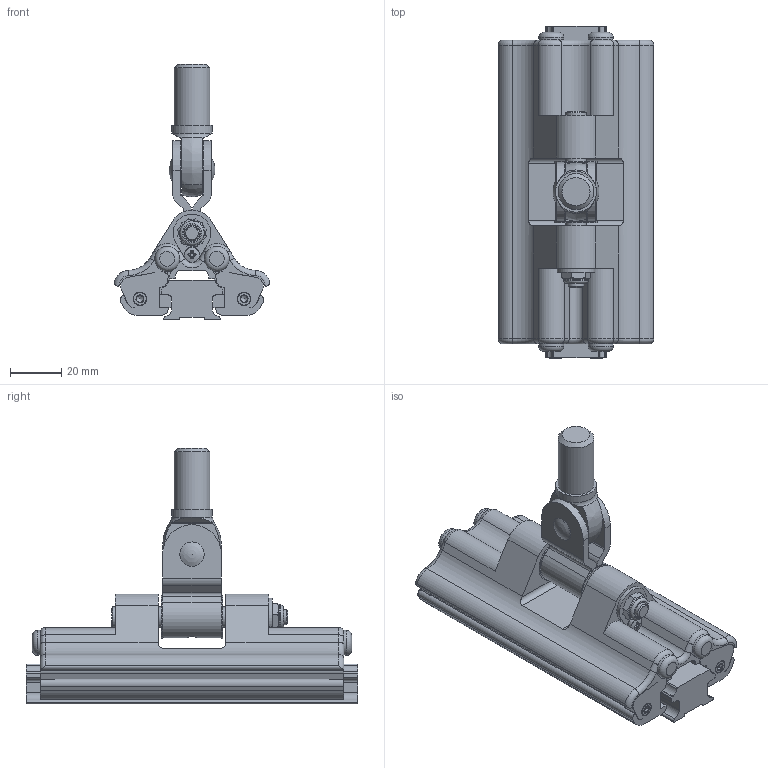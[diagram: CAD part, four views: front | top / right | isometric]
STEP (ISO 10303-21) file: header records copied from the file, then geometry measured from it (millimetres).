
FILE_DESCRIPTION(/* description */ (''),/* implementation_level */ '2;1');
FILE_NAME(/* name */ 'FB24.120J-14.stp',/* time_stamp */ '2021-04-06T14:09:47+02:00',/* author */ ('lucade'),/* organization */ (''),/* preprocessor_version */ 'ST-DEVELOPER v18.1',/* originating_system */ 'Autodesk Inventor 2021',/* authorisation */ '');
FILE_SCHEMA (('AUTOMOTIVE_DESIGN { 1 0 10303 214 3 1 1 }'));
Length unit declared in the file: millimetre
Products named in the file (1): 20020411
Bounding box: 60.89 x 130 x 100.17 mm (x, y, z)
Volume: 172033.2 mm3; surface area: 54098.7 mm2
Topology: 3 solids, 18 shells, 765 faces, 2024 edges, 1306 vertices
Faces by surface type: plane 292, cylinder 254, torus 115, cone 65, bspline 27, sphere 12
Full cylindrical faces by diameter (mm): 2.5 x4, 2.8 x3, 2.85 x1, 2.9 x4, 3 x5, 3.2 x1, 5 x4, 5.2 x8, 6 x4, 6.4 x1, 6.5 x1, 8 x3, 8.1 x2, 8.2 x3, 8.4 x2, 9.5 x1, 9.8 x4, 10 x1, 13 x1, 13.5 x1, 14 x1, 16 x1, 17 x2
Entity records: 26476 total; most frequent: CARTESIAN_POINT 7604, ORIENTED_EDGE 4036, DIRECTION 3961, EDGE_CURVE 2018, AXIS2_PLACEMENT_3D 1552, VERTEX_POINT 1306, LINE 857, VECTOR 857
